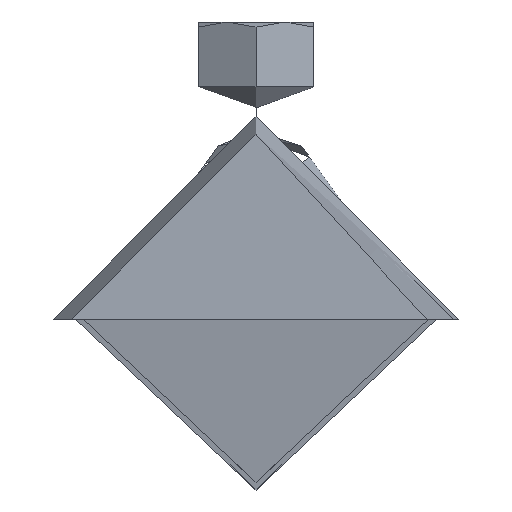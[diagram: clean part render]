
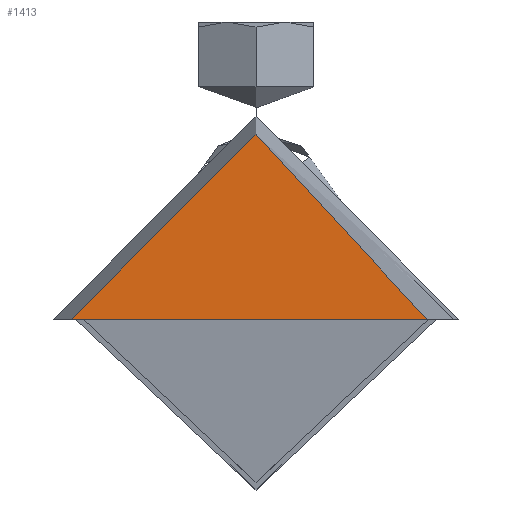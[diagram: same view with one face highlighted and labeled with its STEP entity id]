
A CAD part, left-side view. The second image highlights one B-rep face of the part: STEP entity #1413.
In plain terms, the highlighted free-form (B-spline) face has degree [1, 1] with [2, 2] control points.
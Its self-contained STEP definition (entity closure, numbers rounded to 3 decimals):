
#1413 = ADVANCED_FACE('',(#1414,#1436),#1458,.T.);
#1414 = FACE_BOUND('',#1415,.T.);
#1415 = EDGE_LOOP('',(#1416,#1426));
#1416 = ORIENTED_EDGE('',*,*,#1417,.F.);
#1417 = EDGE_CURVE('',#1418,#1420,#1422,.T.);
#1418 = VERTEX_POINT('',#1419);
#1419 = CARTESIAN_POINT('',(0.,48.1,0.));
#1420 = VERTEX_POINT('',#1421);
#1421 = CARTESIAN_POINT('',(0.,0.,48.1));
#1422 = ( BOUNDED_CURVE() B_SPLINE_CURVE(2,(#1423,#1424,#1425),
.UNSPECIFIED.,.F.,.F.) B_SPLINE_CURVE_WITH_KNOTS((3,3),(0.,
1.571),.PIECEWISE_BEZIER_KNOTS.) CURVE() 
GEOMETRIC_REPRESENTATION_ITEM() RATIONAL_B_SPLINE_CURVE((1.,
0.707,1.)) REPRESENTATION_ITEM('') );
#1423 = CARTESIAN_POINT('',(0.,48.1,0.));
#1424 = CARTESIAN_POINT('',(0.,48.1,48.1));
#1425 = CARTESIAN_POINT('',(0.,0.,48.1));
#1426 = ORIENTED_EDGE('',*,*,#1427,.F.);
#1427 = EDGE_CURVE('',#1420,#1418,#1428,.T.);
#1428 = ( BOUNDED_CURVE() B_SPLINE_CURVE(2,(#1429,#1430,#1431,#1432,
#1433,#1434,#1435),.UNSPECIFIED.,.F.,.F.) B_SPLINE_CURVE_WITH_KNOTS((3,2
    ,2,3),(1.571,3.142,4.712,6.283),
.UNSPECIFIED.) CURVE() GEOMETRIC_REPRESENTATION_ITEM() 
RATIONAL_B_SPLINE_CURVE((1.,0.707,1.,0.707,1.,
0.707,1.)) REPRESENTATION_ITEM('') );
#1429 = CARTESIAN_POINT('',(0.,0.,48.1));
#1430 = CARTESIAN_POINT('',(0.,-48.1,48.1));
#1431 = CARTESIAN_POINT('',(0.,-48.1,0.));
#1432 = CARTESIAN_POINT('',(0.,-48.1,-48.1));
#1433 = CARTESIAN_POINT('',(0.,0.,-48.1));
#1434 = CARTESIAN_POINT('',(0.,48.1,-48.1));
#1435 = CARTESIAN_POINT('',(0.,48.1,0.));
#1436 = FACE_BOUND('',#1437,.T.);
#1437 = EDGE_LOOP('',(#1438,#1450));
#1438 = ORIENTED_EDGE('',*,*,#1439,.T.);
#1439 = EDGE_CURVE('',#1440,#1442,#1444,.T.);
#1440 = VERTEX_POINT('',#1441);
#1441 = CARTESIAN_POINT('',(0.,44.45,0.));
#1442 = VERTEX_POINT('',#1443);
#1443 = CARTESIAN_POINT('',(0.,-44.45,0.));
#1444 = ( BOUNDED_CURVE() B_SPLINE_CURVE(2,(#1445,#1446,#1447,#1448,
#1449),.UNSPECIFIED.,.F.,.F.) B_SPLINE_CURVE_WITH_KNOTS((3,2,3),(0.,
1.571,3.142),.UNSPECIFIED.) CURVE() 
GEOMETRIC_REPRESENTATION_ITEM() RATIONAL_B_SPLINE_CURVE((1.,
0.707,1.,0.707,1.)) REPRESENTATION_ITEM('') );
#1445 = CARTESIAN_POINT('',(0.,44.45,0.));
#1446 = CARTESIAN_POINT('',(0.,44.45,44.45));
#1447 = CARTESIAN_POINT('',(0.,0.,44.45));
#1448 = CARTESIAN_POINT('',(0.,-44.45,44.45));
#1449 = CARTESIAN_POINT('',(0.,-44.45,0.));
#1450 = ORIENTED_EDGE('',*,*,#1451,.T.);
#1451 = EDGE_CURVE('',#1442,#1440,#1452,.T.);
#1452 = ( BOUNDED_CURVE() B_SPLINE_CURVE(2,(#1453,#1454,#1455,#1456,
#1457),.UNSPECIFIED.,.F.,.F.) B_SPLINE_CURVE_WITH_KNOTS((3,2,3),(
    3.142,4.712,6.283),
.PIECEWISE_BEZIER_KNOTS.) CURVE() GEOMETRIC_REPRESENTATION_ITEM() 
RATIONAL_B_SPLINE_CURVE((1.,0.707,1.,0.707,1.)) 
REPRESENTATION_ITEM('') );
#1453 = CARTESIAN_POINT('',(0.,-44.45,0.));
#1454 = CARTESIAN_POINT('',(0.,-44.45,-44.45));
#1455 = CARTESIAN_POINT('',(0.,0.,-44.45));
#1456 = CARTESIAN_POINT('',(0.,44.45,-44.45));
#1457 = CARTESIAN_POINT('',(0.,44.45,0.));
#1458 = B_SPLINE_SURFACE_WITH_KNOTS('',1,1,(
    (#1459,#1460)
    ,(#1461,#1462
  )),.UNSPECIFIED.,.F.,.F.,.F.,(2,2),(2,2),(-4.811,4.811),(-9.439,
    0.184),.PIECEWISE_BEZIER_KNOTS.);
#1459 = CARTESIAN_POINT('',(0.,-48.11,-48.11));
#1460 = CARTESIAN_POINT('',(0.,48.11,-48.11));
#1461 = CARTESIAN_POINT('',(0.,-48.11,48.11));
#1462 = CARTESIAN_POINT('',(0.,48.11,48.11));
